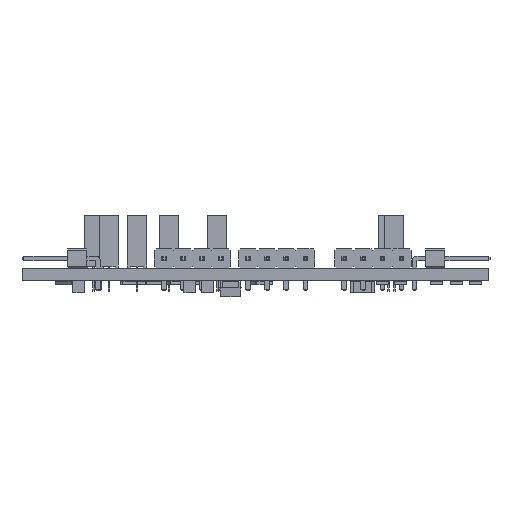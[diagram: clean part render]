
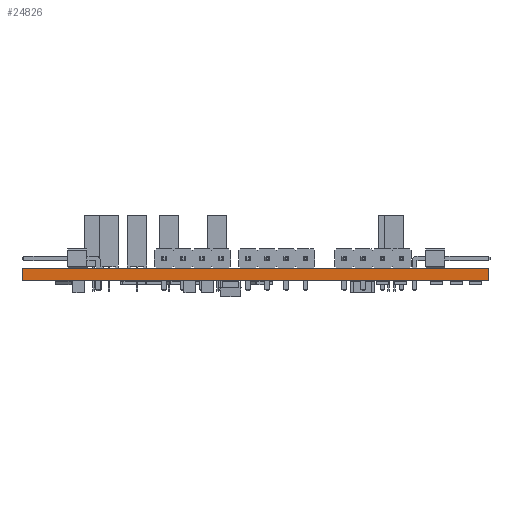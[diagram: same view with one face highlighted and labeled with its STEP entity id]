
A CAD part, front view. The second image highlights one B-rep face of the part: STEP entity #24826.
In plain terms, the highlighted planar face has unit normal (0, -1, 0).
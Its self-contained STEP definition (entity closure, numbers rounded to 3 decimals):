
#24826 = ADVANCED_FACE('',(#24827),#24861,.T.);
#24827 = FACE_BOUND('',#24828,.T.);
#24828 = EDGE_LOOP('',(#24829,#24839,#24847,#24855));
#24829 = ORIENTED_EDGE('',*,*,#24830,.T.);
#24830 = EDGE_CURVE('',#24831,#24833,#24835,.T.);
#24831 = VERTEX_POINT('',#24832);
#24832 = CARTESIAN_POINT('',(126.565,-141.01,0.));
#24833 = VERTEX_POINT('',#24834);
#24834 = CARTESIAN_POINT('',(126.565,-141.01,1.6));
#24835 = LINE('',#24836,#24837);
#24836 = CARTESIAN_POINT('',(126.565,-141.01,0.));
#24837 = VECTOR('',#24838,1.);
#24838 = DIRECTION('',(0.,0.,1.));
#24839 = ORIENTED_EDGE('',*,*,#24840,.T.);
#24840 = EDGE_CURVE('',#24833,#24841,#24843,.T.);
#24841 = VERTEX_POINT('',#24842);
#24842 = CARTESIAN_POINT('',(64.565,-141.01,1.6));
#24843 = LINE('',#24844,#24845);
#24844 = CARTESIAN_POINT('',(126.565,-141.01,1.6));
#24845 = VECTOR('',#24846,1.);
#24846 = DIRECTION('',(-1.,0.,0.));
#24847 = ORIENTED_EDGE('',*,*,#24848,.F.);
#24848 = EDGE_CURVE('',#24849,#24841,#24851,.T.);
#24849 = VERTEX_POINT('',#24850);
#24850 = CARTESIAN_POINT('',(64.565,-141.01,0.));
#24851 = LINE('',#24852,#24853);
#24852 = CARTESIAN_POINT('',(64.565,-141.01,0.));
#24853 = VECTOR('',#24854,1.);
#24854 = DIRECTION('',(0.,0.,1.));
#24855 = ORIENTED_EDGE('',*,*,#24856,.F.);
#24856 = EDGE_CURVE('',#24831,#24849,#24857,.T.);
#24857 = LINE('',#24858,#24859);
#24858 = CARTESIAN_POINT('',(126.565,-141.01,0.));
#24859 = VECTOR('',#24860,1.);
#24860 = DIRECTION('',(-1.,0.,0.));
#24861 = PLANE('',#24862);
#24862 = AXIS2_PLACEMENT_3D('',#24863,#24864,#24865);
#24863 = CARTESIAN_POINT('',(126.565,-141.01,0.));
#24864 = DIRECTION('',(0.,-1.,0.));
#24865 = DIRECTION('',(-1.,0.,0.));
